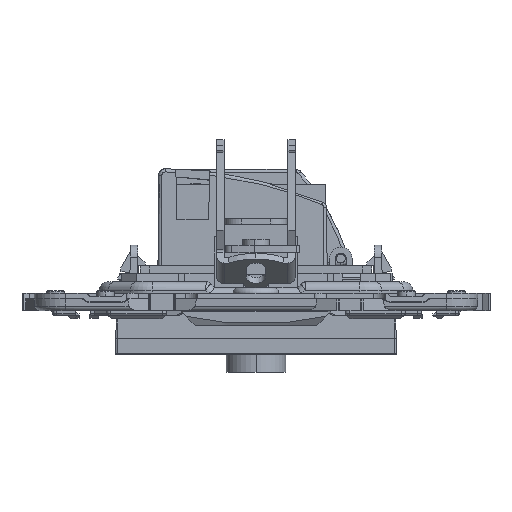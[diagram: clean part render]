
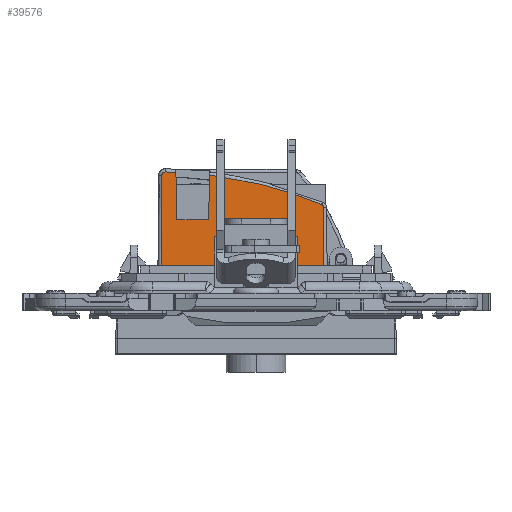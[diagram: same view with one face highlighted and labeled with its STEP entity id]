
A CAD part, front view. The second image highlights one B-rep face of the part: STEP entity #39576.
In plain terms, the highlighted planar face has unit normal (0, -1, 0.009).
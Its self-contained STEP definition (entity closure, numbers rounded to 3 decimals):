
#3390 = ORIENTED_EDGE ( 'NONE', *, *, #18134, .T. ) ;
#4438 = ORIENTED_EDGE ( 'NONE', *, *, #33093, .F. ) ;
#4943 = VECTOR ( 'NONE', #5406, 1000. ) ;
#5406 = DIRECTION ( 'NONE',  ( 1., 0., 0. ) ) ;
#7376 = VERTEX_POINT ( 'NONE', #19575 ) ;
#9383 = B_SPLINE_CURVE_WITH_KNOTS ( 'NONE', 3,
 ( #37091, #84834, #44353, #72089 ),
 .UNSPECIFIED., .F., .F.,
 ( 4, 4 ),
 ( 0., 1. ),
 .UNSPECIFIED. ) ;
#10286 = CARTESIAN_POINT ( 'NONE',  ( 10.85, 1402.129, 16.937 ) ) ;
#11447 = DIRECTION ( 'NONE',  ( -0.009, -0.009, -1. ) ) ;
#11867 = VECTOR ( 'NONE', #89462, 1000. ) ;
#12451 = EDGE_CURVE ( 'NONE', #17490, #27350, #78119, .T. ) ;
#14971 = EDGE_CURVE ( 'NONE', #37840, #40368, #82741, .T. ) ;
#15154 = VERTEX_POINT ( 'NONE', #45289 ) ;
#15393 = B_SPLINE_CURVE_WITH_KNOTS ( 'NONE', 3,
 ( #32111, #81196, #18475, #44852 ),
 .UNSPECIFIED., .F., .F.,
 ( 4, 4 ),
 ( 0., 1. ),
 .UNSPECIFIED. ) ;
#15423 = CARTESIAN_POINT ( 'NONE',  ( -15.519, 1402.194, 24.313 ) ) ;
#15735 = EDGE_CURVE ( 'NONE', #17490, #15154, #73006, .T. ) ;
#17490 = VERTEX_POINT ( 'NONE', #86561 ) ;
#17495 = VERTEX_POINT ( 'NONE', #66082 ) ;
#18134 = EDGE_CURVE ( 'NONE', #55469, #36072, #15393, .T. ) ;
#18475 = CARTESIAN_POINT ( 'NONE',  ( -14.438, 1402.196, 24.525 ) ) ;
#19575 = CARTESIAN_POINT ( 'NONE',  ( 10.35, 1402.065, 9.537 ) ) ;
#20361 = CARTESIAN_POINT ( 'NONE',  ( 10.35, 1402.065, 9.537 ) ) ;
#22442 = ORIENTED_EDGE ( 'NONE', *, *, #15735, .T. ) ;
#22696 = CARTESIAN_POINT ( 'NONE',  ( -15.016, 1402.196, 24.534 ) ) ;
#23341 = CARTESIAN_POINT ( 'NONE',  ( -15.65, 1402.065, 9.537 ) ) ;
#24121 = FACE_OUTER_BOUND ( 'NONE', #36784, .T. ) ;
#27350 = VERTEX_POINT ( 'NONE', #55706 ) ;
#31278 = DIRECTION ( 'NONE',  ( 0.017, 0.009, 1. ) ) ;
#32111 = CARTESIAN_POINT ( 'NONE',  ( -13.282, 1402.195, 24.486 ) ) ;
#32654 = LINE ( 'NONE', #53111, #4943 ) ;
#33093 = EDGE_CURVE ( 'NONE', #55469, #15154, #82011, .T. ) ;
#33333 = VERTEX_POINT ( 'NONE', #23341 ) ;
#34143 = LINE ( 'NONE', #61853, #86586 ) ;
#36072 = VERTEX_POINT ( 'NONE', #79871 ) ;
#36362 = ORIENTED_EDGE ( 'NONE', *, *, #67117, .T. ) ;
#36784 = EDGE_LOOP ( 'NONE', ( #60725, #22442, #4438, #3390, #36362, #59650, #83762, #84845, #46391, #39856 ) ) ;
#37091 = CARTESIAN_POINT ( 'NONE',  ( -7.926, 1402.191, 24.054 ) ) ;
#37840 = VERTEX_POINT ( 'NONE', #64681 ) ;
#39576 = ADVANCED_FACE ( 'NONE', ( #24121 ), #86834, .T. ) ;
#39856 = ORIENTED_EDGE ( 'NONE', *, *, #82077, .F. ) ;
#40188 = CARTESIAN_POINT ( 'NONE',  ( -13.282, 1402.195, 24.486 ) ) ;
#40368 = VERTEX_POINT ( 'NONE', #49697 ) ;
#41698 = LINE ( 'NONE', #20361, #11867 ) ;
#44353 = CARTESIAN_POINT ( 'NONE',  ( 4.253, 1402.171, 21.723 ) ) ;
#44852 = CARTESIAN_POINT ( 'NONE',  ( -15.016, 1402.196, 24.534 ) ) ;
#45289 = CARTESIAN_POINT ( 'NONE',  ( -13.15, 1402.129, 16.937 ) ) ;
#46391 = ORIENTED_EDGE ( 'NONE', *, *, #14971, .F. ) ;
#47612 = CARTESIAN_POINT ( 'NONE',  ( 10.144, 1402.15, 19.261 ) ) ;
#49697 = CARTESIAN_POINT ( 'NONE',  ( 10.268, 1402.146, 18.88 ) ) ;
#49961 = CARTESIAN_POINT ( 'NONE',  ( -15.523, 1402.191, 24.038 ) ) ;
#50737 = VECTOR ( 'NONE', #52086, 1000. ) ;
#51820 = CARTESIAN_POINT ( 'NONE',  ( 10.85, 1402.065, 9.537 ) ) ;
#52086 = DIRECTION ( 'NONE',  ( -1., 0., 0. ) ) ;
#53111 = CARTESIAN_POINT ( 'NONE',  ( 10.85, 1402.065, 9.537 ) ) ;
#53849 = VECTOR ( 'NONE', #31278, 1000. ) ;
#55469 = VERTEX_POINT ( 'NONE', #59218 ) ;
#55706 = CARTESIAN_POINT ( 'NONE',  ( -7.926, 1402.191, 24.054 ) ) ;
#57739 = DIRECTION ( 'NONE',  ( -1., 0., 0. ) ) ;
#58548 = CARTESIAN_POINT ( 'NONE',  ( -8.05, 1402.129, 16.937 ) ) ;
#59218 = CARTESIAN_POINT ( 'NONE',  ( -13.282, 1402.195, 24.486 ) ) ;
#59650 = ORIENTED_EDGE ( 'NONE', *, *, #75882, .T. ) ;
#60725 = ORIENTED_EDGE ( 'NONE', *, *, #12451, .F. ) ;
#61260 = CARTESIAN_POINT ( 'NONE',  ( 9.961, 1402.15, 19.337 ) ) ;
#61853 = CARTESIAN_POINT ( 'NONE',  ( -15.523, 1402.191, 24.038 ) ) ;
#62606 = AXIS2_PLACEMENT_3D ( 'NONE', #51820, #85951, #57739 ) ;
#64681 = CARTESIAN_POINT ( 'NONE',  ( 9.961, 1402.15, 19.337 ) ) ;
#66082 = CARTESIAN_POINT ( 'NONE',  ( -15.523, 1402.191, 24.038 ) ) ;
#67117 = EDGE_CURVE ( 'NONE', #36072, #17495, #82919, .T. ) ;
#68470 = EDGE_CURVE ( 'NONE', #7376, #40368, #41698, .T. ) ;
#69249 = DIRECTION ( 'NONE',  ( 0.017, -0.009, -1. ) ) ;
#72089 = CARTESIAN_POINT ( 'NONE',  ( 9.961, 1402.15, 19.337 ) ) ;
#73006 = LINE ( 'NONE', #10286, #50737 ) ;
#74251 = VECTOR ( 'NONE', #69249, 1000. ) ;
#75882 = EDGE_CURVE ( 'NONE', #17495, #33333, #34143, .T. ) ;
#78119 = LINE ( 'NONE', #58548, #53849 ) ;
#79871 = CARTESIAN_POINT ( 'NONE',  ( -15.016, 1402.196, 24.534 ) ) ;
#81196 = CARTESIAN_POINT ( 'NONE',  ( -13.86, 1402.195, 24.509 ) ) ;
#82011 = LINE ( 'NONE', #40188, #74251 ) ;
#82077 = EDGE_CURVE ( 'NONE', #27350, #37840, #9383, .T. ) ;
#82176 = CARTESIAN_POINT ( 'NONE',  ( 10.268, 1402.146, 18.88 ) ) ;
#82741 = B_SPLINE_CURVE_WITH_KNOTS ( 'NONE', 3,
 ( #61260, #47612, #89008, #82176 ),
 .UNSPECIFIED., .F., .F.,
 ( 4, 4 ),
 ( 0., 1. ),
 .UNSPECIFIED. ) ;
#82919 = B_SPLINE_CURVE_WITH_KNOTS ( 'NONE', 3,
 ( #22696, #85883, #15423, #49961 ),
 .UNSPECIFIED., .F., .F.,
 ( 4, 4 ),
 ( 0., 1. ),
 .UNSPECIFIED. ) ;
#83762 = ORIENTED_EDGE ( 'NONE', *, *, #87692, .T. ) ;
#84834 = CARTESIAN_POINT ( 'NONE',  ( -1.784, 1402.185, 23.312 ) ) ;
#84845 = ORIENTED_EDGE ( 'NONE', *, *, #68470, .T. ) ;
#85883 = CARTESIAN_POINT ( 'NONE',  ( -15.285, 1402.196, 24.535 ) ) ;
#85951 = DIRECTION ( 'NONE',  ( 0., -1., 0.009 ) ) ;
#86561 = CARTESIAN_POINT ( 'NONE',  ( -8.05, 1402.129, 16.937 ) ) ;
#86586 = VECTOR ( 'NONE', #11447, 1000. ) ;
#86834 = PLANE ( 'NONE',  #62606 ) ;
#87692 = EDGE_CURVE ( 'NONE', #33333, #7376, #32654, .T. ) ;
#89008 = CARTESIAN_POINT ( 'NONE',  ( 10.269, 1402.148, 19.078 ) ) ;
#89462 = DIRECTION ( 'NONE',  ( -0.009, 0.009, 1. ) ) ;
